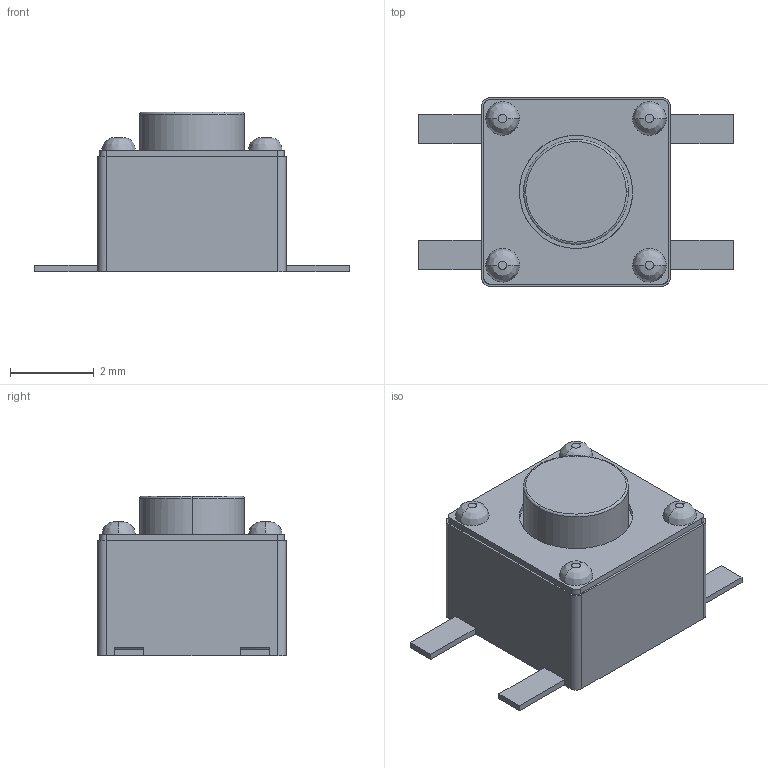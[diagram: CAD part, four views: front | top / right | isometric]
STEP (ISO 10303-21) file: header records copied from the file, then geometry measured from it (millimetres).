
FILE_DESCRIPTION(/* description */ (''),/* implementation_level */ '2;1');
FILE_NAME(/* name */ 'TACTSW~1',/* time_stamp */ '2014-10-25T16:37:53+02:00',/* author */ (''),/* organization */ (''),/* preprocessor_version */ 'ST-DEVELOPER v14',/* originating_system */ '',/* authorisation */ '');
FILE_SCHEMA (('AUTOMOTIVE_DESIGN'));
Length unit declared in the file: millimetre
Products named in the file (1): Document
Bounding box: 7.5 x 4.5 x 3.8 mm (x, y, z)
Volume: 2.5 mm3; surface area: 135.5 mm2
Topology: 5 solids, 11 shells, 100 faces, 240 edges, 160 vertices
Faces by surface type: plane 64, bspline 36
Entity records: 6079 total; most frequent: CARTESIAN_POINT 2794, B_SPLINE_CURVE_WITH_KNOTS 566, ORIENTED_EDGE 470, PCURVE 470, DEFINITIONAL_REPRESENTATION 470, SURFACE_CURVE 240, EDGE_CURVE 240, VERTEX_POINT 160
